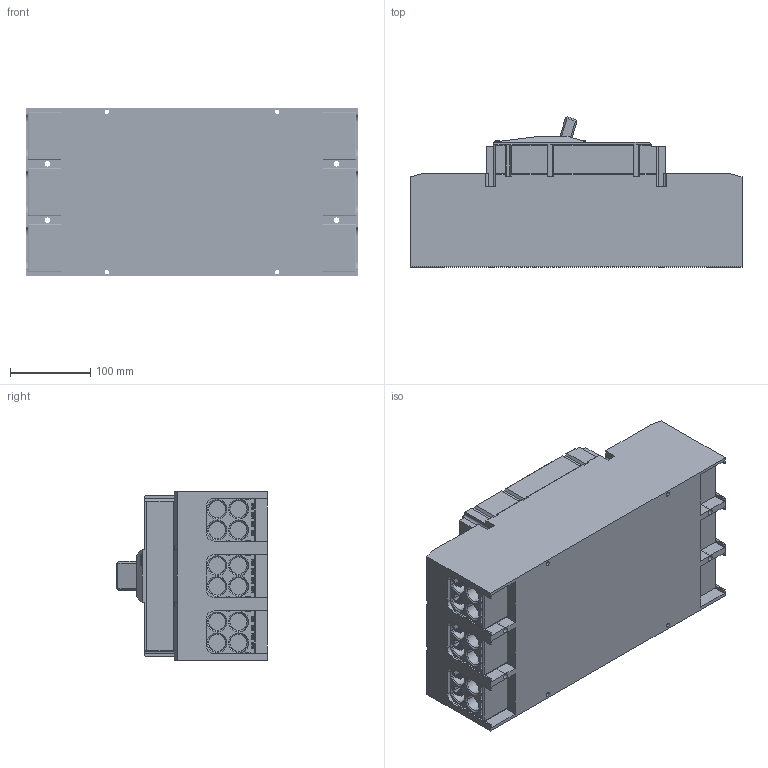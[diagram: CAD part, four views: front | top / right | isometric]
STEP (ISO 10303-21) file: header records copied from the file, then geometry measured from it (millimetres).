
FILE_DESCRIPTION (( 'STEP AP203' ), '1' );
FILE_NAME ('GCB1200H-3ES1200LL.step', '2021-09-02T13:59:24', ( '' ), ( '' ), 'SwSTEP 2.0', 'SolidWorks 2021', '' );
FILE_SCHEMA (( 'CONFIG_CONTROL_DESIGN' ));
Products named in the file (1): GCB1200H-3ES1200LL
Bounding box: 413 x 186.94 x 210 mm (x, y, z)
Volume: 11444420.1 mm3; surface area: 892290.3 mm2
Topology: 17 solids, 17 shells, 3613 faces, 10775 edges, 7124 vertices
Faces by surface type: cylinder 1437, plane 1270, bspline 736, cone 170
Entity records: 391581 total; most frequent: CARTESIAN_POINT 304280, ORIENTED_EDGE 21454, DIRECTION 13414, EDGE_CURVE 10727, VERTEX_POINT 7124, VECTOR 4794, LINE 4794, AXIS2_PLACEMENT_3D 4310
